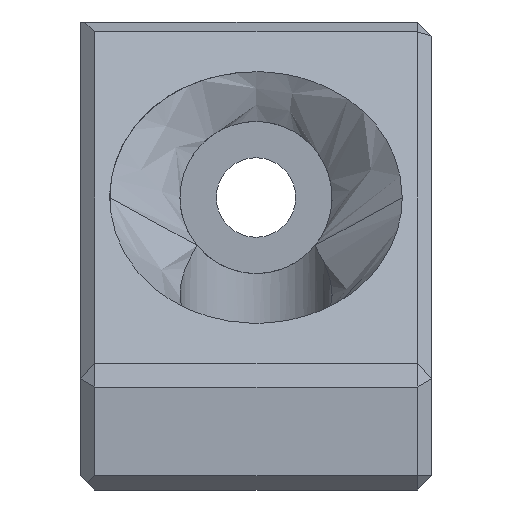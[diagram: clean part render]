
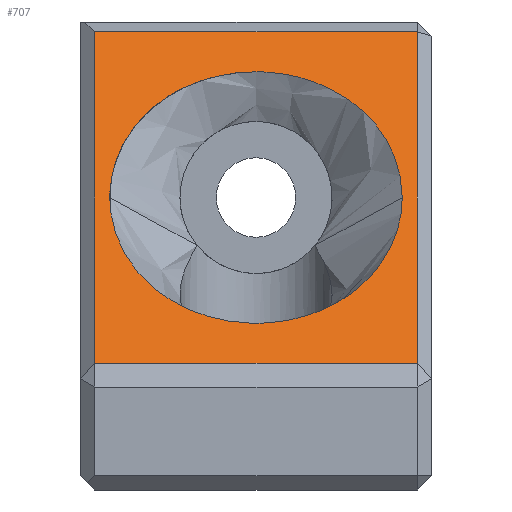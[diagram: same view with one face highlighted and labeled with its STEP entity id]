
A CAD part, front view. The second image highlights one B-rep face of the part: STEP entity #707.
In plain terms, the highlighted planar face has unit normal (0, -0.707, 0.707).
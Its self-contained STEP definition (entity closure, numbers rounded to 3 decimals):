
#22=B_SPLINE_CURVE_WITH_KNOTS('',3,(#1143,#1144,#1145,#1146,#1147,#1148,
#1149,#1150,#1151),.UNSPECIFIED.,.F.,.F.,(4,1,1,1,1,1,4),(1.571,
2.02,2.468,2.693,2.917,3.142,
3.142),.UNSPECIFIED.);
#23=B_SPLINE_CURVE_WITH_KNOTS('',3,(#1152,#1153,#1154,#1155,#1156,#1157,
#1158,#1159,#1160,#1161,#1162,#1163,#1164,#1165,#1166,#1167,#1168,#1169,
#1170),.UNSPECIFIED.,.F.,.F.,(4,1,1,1,1,1,1,1,1,1,1,1,1,1,1,1,4),(-3.142,
-2.805,-2.468,-2.216,-1.795,
-1.122,-0.898,-0.673,-0.449,
-0.337,-0.224,0.,0.224,
0.561,0.898,1.234,1.571),
 .UNSPECIFIED.);
#38=FACE_BOUND('',#156,.T.);
#69=PLANE('',#775);
#108=FACE_OUTER_BOUND('',#155,.T.);
#155=EDGE_LOOP('',(#632,#633,#634,#635));
#156=EDGE_LOOP('',(#636,#637));
#216=LINE('',#1101,#291);
#221=LINE('',#1111,#296);
#224=LINE('',#1115,#299);
#233=LINE('',#1130,#308);
#291=VECTOR('',#903,10.);
#296=VECTOR('',#912,10.);
#299=VECTOR('',#917,10.);
#308=VECTOR('',#936,10.);
#368=VERTEX_POINT('',#1092);
#369=VERTEX_POINT('',#1096);
#370=VERTEX_POINT('',#1100);
#373=VERTEX_POINT('',#1107);
#375=VERTEX_POINT('',#1141);
#376=VERTEX_POINT('',#1142);
#443=EDGE_CURVE('',#370,#369,#216,.T.);
#448=EDGE_CURVE('',#369,#373,#221,.T.);
#451=EDGE_CURVE('',#373,#368,#224,.T.);
#460=EDGE_CURVE('',#368,#370,#233,.T.);
#465=EDGE_CURVE('',#375,#376,#22,.T.);
#466=EDGE_CURVE('',#376,#375,#23,.T.);
#632=ORIENTED_EDGE('',*,*,#443,.F.);
#633=ORIENTED_EDGE('',*,*,#460,.F.);
#634=ORIENTED_EDGE('',*,*,#451,.F.);
#635=ORIENTED_EDGE('',*,*,#448,.F.);
#636=ORIENTED_EDGE('',*,*,#465,.F.);
#637=ORIENTED_EDGE('',*,*,#466,.F.);
#707=ADVANCED_FACE('',(#108,#38),#69,.T.);
#775=AXIS2_PLACEMENT_3D('',#1140,#951,#952);
#903=DIRECTION('',(1.,0.,0.));
#912=DIRECTION('',(0.,-0.707,-0.707));
#917=DIRECTION('',(-1.,0.,0.));
#936=DIRECTION('',(0.,0.707,0.707));
#951=DIRECTION('center_axis',(0.,-0.707,0.707));
#952=DIRECTION('ref_axis',(0.,0.707,0.707));
#1092=CARTESIAN_POINT('',(100.601,102.771,73.185));
#1096=CARTESIAN_POINT('',(114.401,116.922,87.337));
#1100=CARTESIAN_POINT('',(100.601,116.922,87.337));
#1101=CARTESIAN_POINT('',(115.001,116.922,87.337));
#1107=CARTESIAN_POINT('',(114.401,102.771,73.185));
#1111=CARTESIAN_POINT('',(114.401,106.097,76.511));
#1115=CARTESIAN_POINT('',(115.001,102.771,73.185));
#1130=CARTESIAN_POINT('',(100.601,106.097,76.511));
#1140=CARTESIAN_POINT('Origin',(115.001,102.347,72.761));
#1141=CARTESIAN_POINT('',(113.751,109.847,80.261));
#1142=CARTESIAN_POINT('',(107.501,115.218,85.632));
#1143=CARTESIAN_POINT('Ctrl Pts',(113.751,109.847,80.261));
#1144=CARTESIAN_POINT('Ctrl Pts',(113.751,110.557,80.971));
#1145=CARTESIAN_POINT('Ctrl Pts',(113.435,111.977,82.392));
#1146=CARTESIAN_POINT('Ctrl Pts',(112.211,113.568,83.982));
#1147=CARTESIAN_POINT('Ctrl Pts',(110.649,114.565,84.979));
#1148=CARTESIAN_POINT('Ctrl Pts',(109.182,115.088,85.503));
#1149=CARTESIAN_POINT('Ctrl Pts',(108.061,115.217,85.632));
#1150=CARTESIAN_POINT('Ctrl Pts',(107.501,115.217,85.632));
#1151=CARTESIAN_POINT('Ctrl Pts',(107.501,115.217,85.632));
#1152=CARTESIAN_POINT('Ctrl Pts',(107.501,115.218,85.632));
#1153=CARTESIAN_POINT('Ctrl Pts',(106.66,115.218,85.632));
#1154=CARTESIAN_POINT('Ctrl Pts',(104.991,114.919,85.333));
#1155=CARTESIAN_POINT('Ctrl Pts',(103.276,113.936,84.35));
#1156=CARTESIAN_POINT('Ctrl Pts',(101.985,112.591,83.006));
#1157=CARTESIAN_POINT('Ctrl Pts',(101.059,110.539,80.953));
#1158=CARTESIAN_POINT('Ctrl Pts',(101.286,108.397,78.811));
#1159=CARTESIAN_POINT('Ctrl Pts',(102.302,106.763,77.177));
#1160=CARTESIAN_POINT('Ctrl Pts',(103.182,105.875,76.289));
#1161=CARTESIAN_POINT('Ctrl Pts',(104.158,105.252,75.667));
#1162=CARTESIAN_POINT('Ctrl Pts',(105.086,104.866,75.281));
#1163=CARTESIAN_POINT('Ctrl Pts',(106.102,104.572,74.987));
#1164=CARTESIAN_POINT('Ctrl Pts',(107.5,104.41,74.825));
#1165=CARTESIAN_POINT('Ctrl Pts',(109.465,104.637,75.051));
#1166=CARTESIAN_POINT('Ctrl Pts',(111.339,105.443,75.858));
#1167=CARTESIAN_POINT('Ctrl Pts',(112.753,106.744,77.159));
#1168=CARTESIAN_POINT('Ctrl Pts',(113.573,108.247,78.662));
#1169=CARTESIAN_POINT('Ctrl Pts',(113.751,109.314,79.728));
#1170=CARTESIAN_POINT('Ctrl Pts',(113.751,109.847,80.261));
